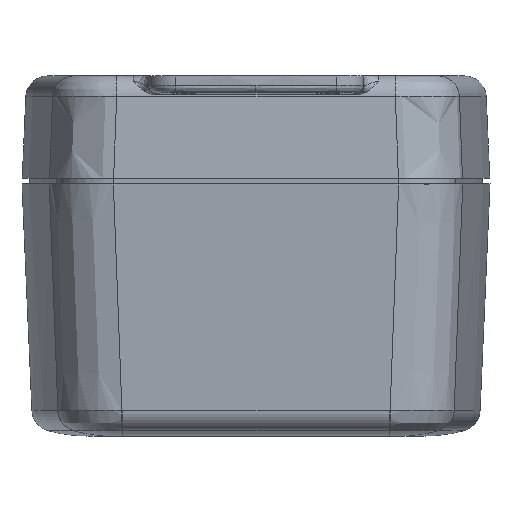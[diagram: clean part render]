
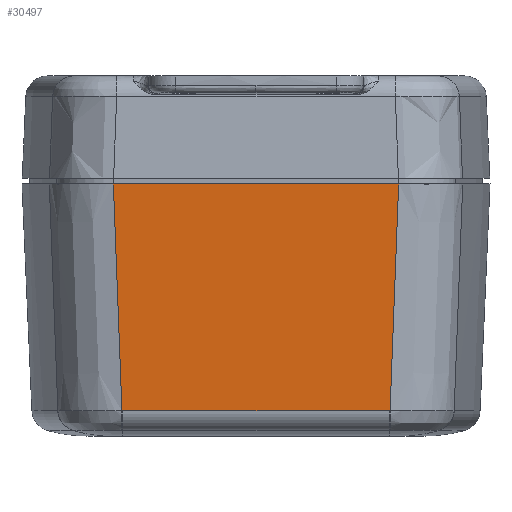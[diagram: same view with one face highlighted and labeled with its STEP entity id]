
A CAD part, left-side view. The second image highlights one B-rep face of the part: STEP entity #30497.
In plain terms, the highlighted face is planar.
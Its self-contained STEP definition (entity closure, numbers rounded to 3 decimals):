
#1219 = CARTESIAN_POINT ( 'NONE',  ( 59.749, 19.592, -29.262 ) ) ;
#1631 = CARTESIAN_POINT ( 'NONE',  ( 59.499, 19.376, -23.523 ) ) ;
#2433 = CARTESIAN_POINT ( 'NONE',  ( 58.626, -18.485, -3.519 ) ) ;
#2908 = EDGE_CURVE ( 'NONE', #35239, #23734, #16474, .T. ) ;
#4289 = DIRECTION ( 'NONE',  ( 0., -1., 0. ) ) ;
#4327 = CARTESIAN_POINT ( 'NONE',  ( 59.041, -18.979, -13.03 ) ) ;
#4545 = CARTESIAN_POINT ( 'NONE',  ( 58.626, 18.619, -3.52 ) ) ;
#4845 = CARTESIAN_POINT ( 'NONE',  ( 58.626, -18.619, -3.52 ) ) ;
#5223 = B_SPLINE_CURVE_WITH_KNOTS ( 'NONE', 3,
 ( #31637, #23382, #26266, #5352 ),
 .UNSPECIFIED., .F., .F.,
 ( 4, 4 ),
 ( 0., 0. ),
 .UNSPECIFIED. ) ;
#5352 = CARTESIAN_POINT ( 'NONE',  ( 58.626, -18.619, -3.52 ) ) ;
#7464 = VECTOR ( 'NONE', #28399, 1000. ) ;
#7467 = CARTESIAN_POINT ( 'NONE',  ( 60., 27.5, -35. ) ) ;
#8274 = FACE_OUTER_BOUND ( 'NONE', #18411, .T. ) ;
#8995 = VECTOR ( 'NONE', #4289, 1000. ) ;
#9864 = CARTESIAN_POINT ( 'NONE',  ( 58.626, 27.5, -3.519 ) ) ;
#9919 = DIRECTION ( 'NONE',  ( 0.999, 0., 0.044 ) ) ;
#10810 = CARTESIAN_POINT ( 'NONE',  ( 59.248, -19.159, -17.785 ) ) ;
#10945 = ORIENTED_EDGE ( 'NONE', *, *, #21051, .T. ) ;
#11742 = DIRECTION ( 'NONE',  ( 0.044, 0., -0.999 ) ) ;
#12157 = CARTESIAN_POINT ( 'NONE',  ( 58.626, 18.485, -3.519 ) ) ;
#12953 = EDGE_CURVE ( 'NONE', #22498, #38580, #20689, .T. ) ;
#13219 = CARTESIAN_POINT ( 'NONE',  ( 58.833, 18.799, -8.275 ) ) ;
#13992 = ORIENTED_EDGE ( 'NONE', *, *, #18131, .T. ) ;
#14791 = PLANE ( 'NONE',  #25293 ) ;
#16218 = CARTESIAN_POINT ( 'NONE',  ( 58.626, 18.53, -3.519 ) ) ;
#16474 = B_SPLINE_CURVE_WITH_KNOTS ( 'NONE', 3,
 ( #37576, #1219, #1631, #25398, #34298, #13219, #25659 ),
 .UNSPECIFIED., .F., .F.,
 ( 4, 3, 4 ),
 ( 0., 0.017, 0.032 ),
 .UNSPECIFIED. ) ;
#16842 = ORIENTED_EDGE ( 'NONE', *, *, #2908, .T. ) ;
#17043 = EDGE_CURVE ( 'NONE', #38580, #35239, #32725, .T. ) ;
#18131 = EDGE_CURVE ( 'NONE', #23734, #32577, #30976, .T. ) ;
#18411 = EDGE_LOOP ( 'NONE', ( #10945, #28052, #33553, #34117, #16842, #13992 ) ) ;
#18613 = CARTESIAN_POINT ( 'NONE',  ( 58.626, -18.619, -3.52 ) ) ;
#20689 = B_SPLINE_CURVE_WITH_KNOTS ( 'NONE', 3,
 ( #4845, #25748, #4327, #10810, #37916, #34773, #34897 ),
 .UNSPECIFIED., .F., .F.,
 ( 4, 3, 4 ),
 ( 0.004, 0.018, 0.035 ),
 .UNSPECIFIED. ) ;
#21051 = EDGE_CURVE ( 'NONE', #32577, #32280, #27279, .T. ) ;
#21864 = CARTESIAN_POINT ( 'NONE',  ( 58.626, 18.574, -3.519 ) ) ;
#22498 = VERTEX_POINT ( 'NONE', #18613 ) ;
#23149 = EDGE_CURVE ( 'NONE', #32280, #22498, #5223, .T. ) ;
#23382 = CARTESIAN_POINT ( 'NONE',  ( 58.626, -18.53, -3.519 ) ) ;
#23734 = VERTEX_POINT ( 'NONE', #4545 ) ;
#24806 = CARTESIAN_POINT ( 'NONE',  ( 60., -19.809, -35. ) ) ;
#25293 = AXIS2_PLACEMENT_3D ( 'NONE', #35722, #9919, #11742 ) ;
#25398 = CARTESIAN_POINT ( 'NONE',  ( 59.248, 19.159, -17.785 ) ) ;
#25659 = CARTESIAN_POINT ( 'NONE',  ( 58.626, 18.619, -3.52 ) ) ;
#25748 = CARTESIAN_POINT ( 'NONE',  ( 58.833, -18.799, -8.275 ) ) ;
#26266 = CARTESIAN_POINT ( 'NONE',  ( 58.626, -18.574, -3.519 ) ) ;
#27279 = LINE ( 'NONE', #9864, #8995 ) ;
#28052 = ORIENTED_EDGE ( 'NONE', *, *, #23149, .T. ) ;
#28399 = DIRECTION ( 'NONE',  ( 0., 1., 0. ) ) ;
#30497 = ADVANCED_FACE ( 'NONE', ( #8274 ), #14791, .T. ) ;
#30976 = B_SPLINE_CURVE_WITH_KNOTS ( 'NONE', 3,
 ( #36908, #21864, #16218, #37050 ),
 .UNSPECIFIED., .F., .F.,
 ( 4, 4 ),
 ( 0., 0. ),
 .UNSPECIFIED. ) ;
#31637 = CARTESIAN_POINT ( 'NONE',  ( 58.626, -18.485, -3.519 ) ) ;
#32280 = VERTEX_POINT ( 'NONE', #2433 ) ;
#32577 = VERTEX_POINT ( 'NONE', #12157 ) ;
#32725 = LINE ( 'NONE', #7467, #7464 ) ;
#33553 = ORIENTED_EDGE ( 'NONE', *, *, #12953, .T. ) ;
#34117 = ORIENTED_EDGE ( 'NONE', *, *, #17043, .T. ) ;
#34298 = CARTESIAN_POINT ( 'NONE',  ( 59.041, 18.979, -13.03 ) ) ;
#34773 = CARTESIAN_POINT ( 'NONE',  ( 59.749, -19.592, -29.262 ) ) ;
#34897 = CARTESIAN_POINT ( 'NONE',  ( 60., -19.809, -35. ) ) ;
#35239 = VERTEX_POINT ( 'NONE', #38147 ) ;
#35722 = CARTESIAN_POINT ( 'NONE',  ( 60., 27.5, -35. ) ) ;
#36908 = CARTESIAN_POINT ( 'NONE',  ( 58.626, 18.619, -3.52 ) ) ;
#37050 = CARTESIAN_POINT ( 'NONE',  ( 58.626, 18.485, -3.519 ) ) ;
#37576 = CARTESIAN_POINT ( 'NONE',  ( 60., 19.809, -35. ) ) ;
#37916 = CARTESIAN_POINT ( 'NONE',  ( 59.499, -19.376, -23.523 ) ) ;
#38147 = CARTESIAN_POINT ( 'NONE',  ( 60., 19.809, -35. ) ) ;
#38580 = VERTEX_POINT ( 'NONE', #24806 ) ;
